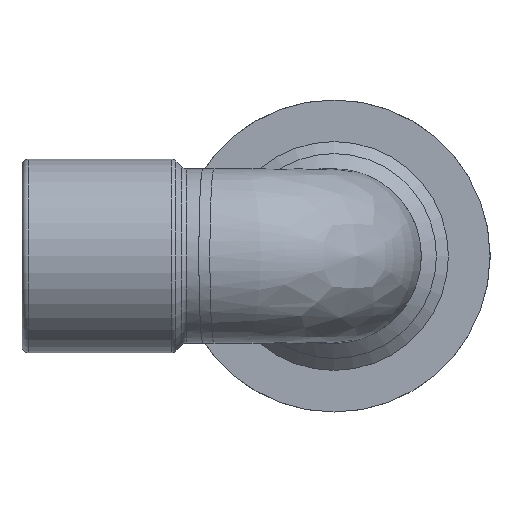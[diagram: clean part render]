
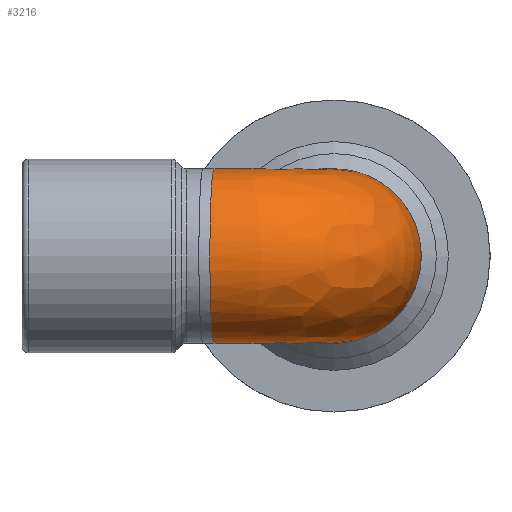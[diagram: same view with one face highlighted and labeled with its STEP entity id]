
A CAD part, left-side view. The second image highlights one B-rep face of the part: STEP entity #3216.
In plain terms, the highlighted free-form (B-spline) face has degree [2, 2] with [9, 3] control points.
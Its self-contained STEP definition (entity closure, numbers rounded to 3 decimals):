
#170=B_SPLINE_CURVE_WITH_KNOTS('',3,(#5063,#5064,#5065,#5066,#5067,#5068),
 .UNSPECIFIED.,.F.,.F.,(4,2,4),(0.,0.066,
0.07),.UNSPECIFIED.);
#171=B_SPLINE_CURVE_WITH_KNOTS('',3,(#5070,#5071,#5072,#5073,#5074,#5075),
 .UNSPECIFIED.,.F.,.F.,(4,2,4),(-0.004,0.,
0.066),.UNSPECIFIED.);
#172=B_SPLINE_CURVE_WITH_KNOTS('',3,(#5079,#5080,#5081,#5082,#5083,#5084,
#5085,#5086,#5087,#5088,#5089,#5090),.UNSPECIFIED.,.F.,.F.,(4,2,2,2,2,4),
(0.,0.421,0.837,1.25,1.651,
1.713),.UNSPECIFIED.);
#173=B_SPLINE_CURVE_WITH_KNOTS('',3,(#5091,#5092,#5093,#5094,#5095,#5096,
#5097,#5098,#5099,#5100,#5101,#5102),.UNSPECIFIED.,.F.,.F.,(4,2,2,2,2,4),
(1.713,1.926,2.277,2.709,3.063,
3.425),.UNSPECIFIED.);
#379=FACE_OUTER_BOUND('',#601,.T.);
#601=EDGE_LOOP('',(#2237,#2238,#2239,#2240,#2241,#2242,#2243,#2244,#2245,
#2246,#2247,#2248));
#846=CIRCLE('',#3442,10.899);
#851=CIRCLE('',#3449,10.899);
#852=CIRCLE('',#3450,10.899);
#853=CIRCLE('',#3451,10.899);
#854=CIRCLE('',#3452,10.899);
#855=CIRCLE('',#3453,10.899);
#856=CIRCLE('',#3454,4.16);
#1415=VERTEX_POINT('',#4912);
#1416=VERTEX_POINT('',#4914);
#1424=VERTEX_POINT('',#5005);
#1426=VERTEX_POINT('',#5026);
#1427=VERTEX_POINT('',#5028);
#1428=VERTEX_POINT('',#5030);
#1429=VERTEX_POINT('',#5060);
#1430=VERTEX_POINT('',#5061);
#1431=VERTEX_POINT('',#5069);
#1432=VERTEX_POINT('',#5077);
#1719=EDGE_CURVE('',#1415,#1416,#846,.T.);
#1731=EDGE_CURVE('',#1426,#1427,#851,.T.);
#1732=EDGE_CURVE('',#1427,#1428,#852,.T.);
#1733=EDGE_CURVE('',#1428,#1424,#853,.T.);
#1734=EDGE_CURVE('',#1429,#1430,#854,.T.);
#1735=EDGE_CURVE('',#1415,#1429,#170,.T.);
#1736=EDGE_CURVE('',#1431,#1416,#171,.T.);
#1737=EDGE_CURVE('',#1430,#1431,#855,.T.);
#1738=EDGE_CURVE('',#1430,#1432,#856,.T.);
#1739=EDGE_CURVE('',#1424,#1432,#172,.T.);
#1740=EDGE_CURVE('',#1432,#1426,#173,.T.);
#2237=ORIENTED_EDGE('',*,*,#1734,.F.);
#2238=ORIENTED_EDGE('',*,*,#1735,.F.);
#2239=ORIENTED_EDGE('',*,*,#1719,.T.);
#2240=ORIENTED_EDGE('',*,*,#1736,.F.);
#2241=ORIENTED_EDGE('',*,*,#1737,.F.);
#2242=ORIENTED_EDGE('',*,*,#1738,.T.);
#2243=ORIENTED_EDGE('',*,*,#1739,.F.);
#2244=ORIENTED_EDGE('',*,*,#1733,.F.);
#2245=ORIENTED_EDGE('',*,*,#1732,.F.);
#2246=ORIENTED_EDGE('',*,*,#1731,.F.);
#2247=ORIENTED_EDGE('',*,*,#1740,.F.);
#2248=ORIENTED_EDGE('',*,*,#1738,.F.);
#3207=(
BOUNDED_SURFACE()
B_SPLINE_SURFACE(2,2,((#5033,#5034,#5035),(#5036,#5037,#5038),(#5039,#5040,
#5041),(#5042,#5043,#5044),(#5045,#5046,#5047),(#5048,#5049,#5050),(#5051,
#5052,#5053),(#5054,#5055,#5056),(#5057,#5058,#5059)),.UNSPECIFIED.,.T.,
 .F.,.F.)
B_SPLINE_SURFACE_WITH_KNOTS((3,2,2,2,3),(3,3),(-3.142,-1.571,
0.,1.571,3.142),(0.,1.571),.UNSPECIFIED.)
GEOMETRIC_REPRESENTATION_ITEM()
RATIONAL_B_SPLINE_SURFACE(((1.,0.707,1.),(0.707,
0.5,0.707),(1.,0.707,1.),(0.707,0.5,
0.707),(1.,0.707,1.),(0.707,0.5,0.707),
(1.,0.707,1.),(0.707,0.5,0.707),(1.,
0.707,1.)))
REPRESENTATION_ITEM('')
SURFACE()
);
#3216=ADVANCED_FACE('',(#379),#3207,.T.);
#3442=AXIS2_PLACEMENT_3D('',#4916,#3872,#3873);
#3449=AXIS2_PLACEMENT_3D('',#5029,#3886,#3887);
#3450=AXIS2_PLACEMENT_3D('',#5031,#3888,#3889);
#3451=AXIS2_PLACEMENT_3D('',#5032,#3890,#3891);
#3452=AXIS2_PLACEMENT_3D('',#5062,#3892,#3893);
#3453=AXIS2_PLACEMENT_3D('',#5076,#3894,#3895);
#3454=AXIS2_PLACEMENT_3D('',#5078,#3896,#3897);
#3872=DIRECTION('center_axis',(-0.047,-0.999,0.));
#3873=DIRECTION('ref_axis',(-0.999,0.047,0.));
#3886=DIRECTION('center_axis',(0.999,-0.047,0.));
#3887=DIRECTION('ref_axis',(-0.047,-0.999,0.));
#3888=DIRECTION('center_axis',(0.999,-0.047,0.));
#3889=DIRECTION('ref_axis',(-0.047,-0.999,0.));
#3890=DIRECTION('center_axis',(0.999,-0.047,0.));
#3891=DIRECTION('ref_axis',(-0.047,-0.999,0.));
#3892=DIRECTION('center_axis',(0.,1.,0.));
#3893=DIRECTION('ref_axis',(1.,0.,0.));
#3894=DIRECTION('center_axis',(0.,1.,0.));
#3895=DIRECTION('ref_axis',(1.,0.,0.));
#3896=DIRECTION('center_axis',(0.,0.,1.));
#3897=DIRECTION('ref_axis',(-0.993,-0.122,0.));
#4912=CARTESIAN_POINT('',(-0.008,15.,10.899));
#4914=CARTESIAN_POINT('',(-0.008,15.,-10.899));
#4916=CARTESIAN_POINT('Origin',(-0.016,15.001,0.));
#5005=CARTESIAN_POINT('',(15.,0.,-10.899));
#5026=CARTESIAN_POINT('',(15.,0.,10.899));
#5028=CARTESIAN_POINT('',(15.,-0.008,10.899));
#5029=CARTESIAN_POINT('Origin',(14.999,-0.016,0.));
#5030=CARTESIAN_POINT('',(15.,-0.008,-10.899));
#5031=CARTESIAN_POINT('Origin',(14.999,-0.016,0.));
#5032=CARTESIAN_POINT('Origin',(14.999,-0.016,0.));
#5033=CARTESIAN_POINT('Ctrl Pts',(10.871,14.492,0.));
#5034=CARTESIAN_POINT('Ctrl Pts',(11.379,10.363,0.));
#5035=CARTESIAN_POINT('Ctrl Pts',(15.508,10.871,0.));
#5036=CARTESIAN_POINT('Ctrl Pts',(10.871,14.492,10.899));
#5037=CARTESIAN_POINT('Ctrl Pts',(11.379,10.363,10.899));
#5038=CARTESIAN_POINT('Ctrl Pts',(15.508,10.871,10.899));
#5039=CARTESIAN_POINT('Ctrl Pts',(-0.016,15.001,
10.899));
#5040=CARTESIAN_POINT('Ctrl Pts',(-0.017,-0.016,
10.899));
#5041=CARTESIAN_POINT('Ctrl Pts',(14.999,-0.016,
10.899));
#5042=CARTESIAN_POINT('Ctrl Pts',(-10.904,15.509,10.899));
#5043=CARTESIAN_POINT('Ctrl Pts',(-11.413,-10.394,10.899));
#5044=CARTESIAN_POINT('Ctrl Pts',(14.491,-10.904,10.899));
#5045=CARTESIAN_POINT('Ctrl Pts',(-10.904,15.509,0.));
#5046=CARTESIAN_POINT('Ctrl Pts',(-11.413,-10.394,0.));
#5047=CARTESIAN_POINT('Ctrl Pts',(14.491,-10.904,0.));
#5048=CARTESIAN_POINT('Ctrl Pts',(-10.904,15.509,-10.899));
#5049=CARTESIAN_POINT('Ctrl Pts',(-11.413,-10.394,-10.899));
#5050=CARTESIAN_POINT('Ctrl Pts',(14.491,-10.904,-10.899));
#5051=CARTESIAN_POINT('Ctrl Pts',(-0.016,15.001,
-10.899));
#5052=CARTESIAN_POINT('Ctrl Pts',(-0.017,-0.016,
-10.899));
#5053=CARTESIAN_POINT('Ctrl Pts',(14.999,-0.016,
-10.899));
#5054=CARTESIAN_POINT('Ctrl Pts',(10.871,14.492,-10.899));
#5055=CARTESIAN_POINT('Ctrl Pts',(11.379,10.363,-10.899));
#5056=CARTESIAN_POINT('Ctrl Pts',(15.508,10.871,-10.899));
#5057=CARTESIAN_POINT('Ctrl Pts',(10.871,14.492,0.));
#5058=CARTESIAN_POINT('Ctrl Pts',(11.379,10.363,0.));
#5059=CARTESIAN_POINT('Ctrl Pts',(15.508,10.871,0.));
#5060=CARTESIAN_POINT('',(0.,14.3,10.899));
#5061=CARTESIAN_POINT('',(10.899,14.3,0.));
#5062=CARTESIAN_POINT('Origin',(0.,14.3,0.));
#5063=CARTESIAN_POINT('Ctrl Pts',(-0.008,15.,
10.899));
#5064=CARTESIAN_POINT('Ctrl Pts',(-0.008,14.78,
10.899));
#5065=CARTESIAN_POINT('Ctrl Pts',(-0.006,14.56,
10.899));
#5066=CARTESIAN_POINT('Ctrl Pts',(-0.001,14.327,
10.899));
#5067=CARTESIAN_POINT('Ctrl Pts',(0.,14.313,
10.899));
#5068=CARTESIAN_POINT('Ctrl Pts',(0.,14.3,10.899));
#5069=CARTESIAN_POINT('',(0.,14.3,-10.899));
#5070=CARTESIAN_POINT('Ctrl Pts',(0.,14.3,-10.899));
#5071=CARTESIAN_POINT('Ctrl Pts',(0.,14.313,
-10.899));
#5072=CARTESIAN_POINT('Ctrl Pts',(-0.001,14.327,
-10.899));
#5073=CARTESIAN_POINT('Ctrl Pts',(-0.006,14.56,-10.899));
#5074=CARTESIAN_POINT('Ctrl Pts',(-0.008,14.78,
-10.899));
#5075=CARTESIAN_POINT('Ctrl Pts',(-0.008,15.,
-10.899));
#5076=CARTESIAN_POINT('Origin',(0.,14.3,0.));
#5077=CARTESIAN_POINT('',(15.,10.84,0.));
#5078=CARTESIAN_POINT('Origin',(15.,15.,0.));
#5079=CARTESIAN_POINT('Ctrl Pts',(15.,0.,-10.899));
#5080=CARTESIAN_POINT('Ctrl Pts',(15.,1.405,-10.897));
#5081=CARTESIAN_POINT('Ctrl Pts',(15.,2.796,-10.623));
#5082=CARTESIAN_POINT('Ctrl Pts',(15.,5.378,-9.567));
#5083=CARTESIAN_POINT('Ctrl Pts',(15.,6.548,-8.802));
#5084=CARTESIAN_POINT('Ctrl Pts',(15.,8.53,-6.877));
#5085=CARTESIAN_POINT('Ctrl Pts',(15.,9.326,-5.738));
#5086=CARTESIAN_POINT('Ctrl Pts',(15.,10.433,-3.258));
#5087=CARTESIAN_POINT('Ctrl Pts',(15.,10.749,-1.947));
#5088=CARTESIAN_POINT('Ctrl Pts',(15.,10.834,-0.409));
#5089=CARTESIAN_POINT('Ctrl Pts',(15.,10.84,-0.204));
#5090=CARTESIAN_POINT('Ctrl Pts',(15.,10.84,0.));
#5091=CARTESIAN_POINT('Ctrl Pts',(15.,10.84,0.));
#5092=CARTESIAN_POINT('Ctrl Pts',(15.,10.84,0.711));
#5093=CARTESIAN_POINT('Ctrl Pts',(15.,10.771,1.422));
#5094=CARTESIAN_POINT('Ctrl Pts',(15.,10.41,3.269));
#5095=CARTESIAN_POINT('Ctrl Pts',(15.,10.003,4.374));
#5096=CARTESIAN_POINT('Ctrl Pts',(15.,8.719,6.647));
#5097=CARTESIAN_POINT('Ctrl Pts',(15.,7.769,7.746));
#5098=CARTESIAN_POINT('Ctrl Pts',(15.,5.7,9.348));
#5099=CARTESIAN_POINT('Ctrl Pts',(15.,4.659,9.913));
#5100=CARTESIAN_POINT('Ctrl Pts',(15.,2.406,10.694));
#5101=CARTESIAN_POINT('Ctrl Pts',(15.,1.207,10.897));
#5102=CARTESIAN_POINT('Ctrl Pts',(15.,0.,10.899));
